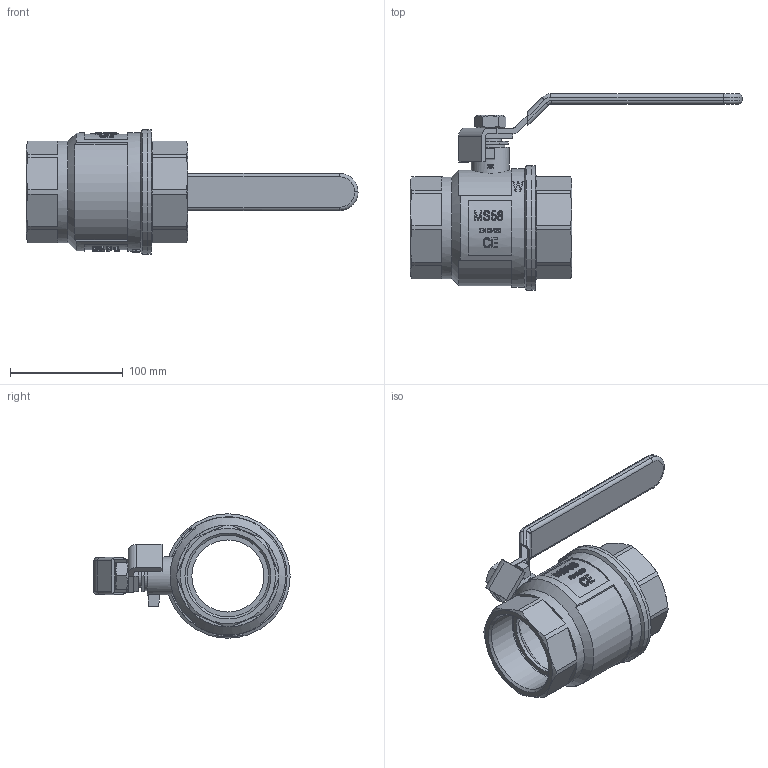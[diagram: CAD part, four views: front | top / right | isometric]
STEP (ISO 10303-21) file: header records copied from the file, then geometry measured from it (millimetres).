
FILE_DESCRIPTION(/* description */ ('Unknown'),/* implementation_level */ '2;1');
FILE_NAME(/* name */ '756-10',/* time_stamp */ '2022-07-27T12:47:39+02:00',/* author */ ('Unknown'),/* organization */ ('Unknown'),/* preprocessor_version */ 'ST-DEVELOPER v16.7',/* originating_system */ 'Solid Edge',/* authorisation */ 'Unknown');
FILE_SCHEMA (('AUTOMOTIVE_DESIGN {1 0 10303 214 3 1 1}'));
Length unit declared in the file: millimetre
Products named in the file (13): 2.756.080; 756-2_1_2-Spindel zus._oa_0; 756-2_1_2-Spindel; 756-2_1_2-Stopfbuchse; 756-2_1_2-Kvrper-co_oa_1; 756-2_1_2-Einschraubteil; 756-2_1_2-Kvrper; Stahlgriff 2_1_2-4; 600-3-Kunsstoffbezug; 600-3-Stahlgriff1; 600-2_1_2-Mutter
Assembly tree (12 placements, depth 4):
  2.756.080
    756-2_1_2-Spindel zus._oa_0
      756-2_1_2-Spindel
      756-2_1_2-Stopfbuchse
    756-2_1_2-Kvrper-co_oa_1
      756-2_1_2-Einschraubteil
      756-2_1_2-Kvrper
    Stahlgriff 2_1_2-4
      600-3-Kunsstoffbezug
        600-3-Kunsstoffbezug
      600-3-Stahlgriff1
        600-3-Stahlgriff1
    600-2_1_2-Mutter
Bounding box: 294.7 x 174.25 x 110.5 mm (x, y, z)
Volume: 367041.8 mm3; surface area: 173438.8 mm2
Topology: 7 solids, 7 shells, 1364 faces, 3825 edges, 2544 vertices
Faces by surface type: plane 1198, cylinder 121, cone 35, bspline 8, sphere 1, torus 1
Full cylindrical faces by diameter (mm): 14 x1, 17.6 x1, 20 x2, 20.1 x1, 20.5 x1, 24 x1, 25.1 x1, 26 x1, 26.5 x1, 28 x1, 34 x1, 64 x2, 72.226 x4, 81 x2, 90.5 x1, 96 x1, 98 x1, 101.5 x1, 105 x1, 110.5 x2
Entity records: 57348 total; most frequent: CARTESIAN_POINT 11962, DIRECTION 8506, ORIENTED_EDGE 7504, EDGE_CURVE 3752, AXIS2_PLACEMENT_3D 3466, VERTEX_POINT 2522, ELLIPSE 1724, LINE 1574
